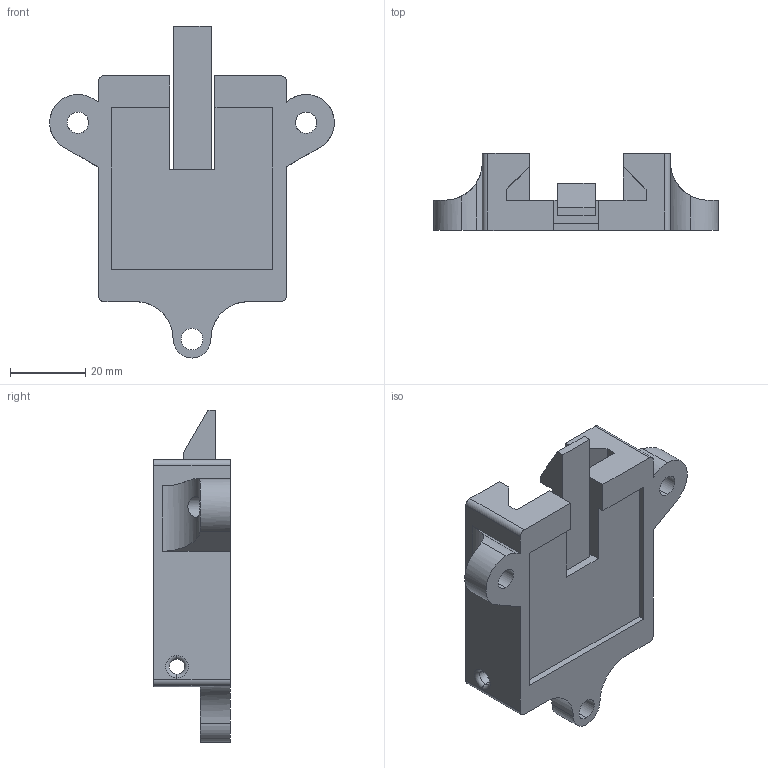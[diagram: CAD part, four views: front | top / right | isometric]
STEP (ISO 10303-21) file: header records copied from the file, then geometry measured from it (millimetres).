
FILE_DESCRIPTION (( 'STEP AP214' ), '1' );
FILE_NAME ('mk3_dove_tail_flat (2).STEP', '2024-07-30T20:12:50', ( '' ), ( '' ), 'SwSTEP 2.0', 'SolidWorks 2023', '' );
FILE_SCHEMA (( 'AUTOMOTIVE_DESIGN' ));
Length unit declared in the file: millimetre
Products named in the file (1): mk3_dove_tail_flat (2)
Bounding box: 75.62 x 20.44 x 88.2 mm (x, y, z)
Volume: 39597.9 mm3; surface area: 15364.6 mm2
Topology: 1 solids, 1 shells, 70 faces, 198 edges, 130 vertices
Faces by surface type: plane 39, cylinder 23, torus 8
Entity records: 2475 total; most frequent: CARTESIAN_POINT 590, ORIENTED_EDGE 396, DIRECTION 383, EDGE_CURVE 198, VERTEX_POINT 130, VECTOR 129, LINE 129, AXIS2_PLACEMENT_3D 127
